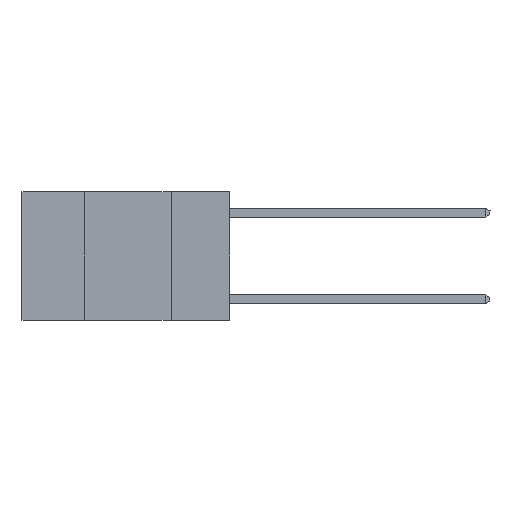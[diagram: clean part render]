
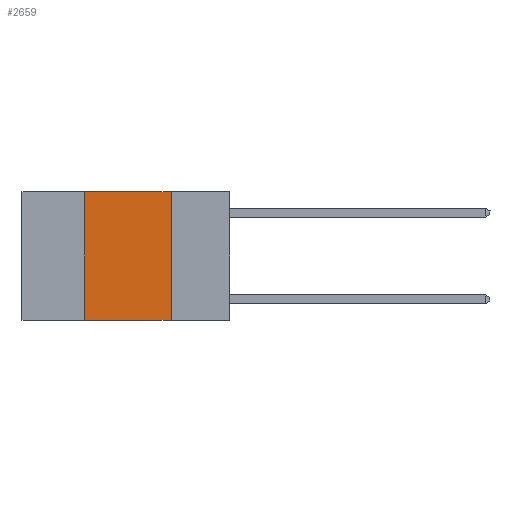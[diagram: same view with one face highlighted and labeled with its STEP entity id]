
A CAD part, left-side view. The second image highlights one B-rep face of the part: STEP entity #2659.
In plain terms, the highlighted planar face has unit normal (-1, 0, 0).
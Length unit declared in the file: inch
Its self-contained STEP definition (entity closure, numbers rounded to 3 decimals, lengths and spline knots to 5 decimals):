
#3 = CARTESIAN_POINT ( 'NONE',  ( 0., 0.42, -0.37 ) ) ;
#157 = AXIS2_PLACEMENT_3D ( 'NONE', #2062, #6960, #10183 ) ;
#607 = EDGE_CURVE ( 'NONE', #5672, #5772, #7266, .T. ) ;
#677 = CARTESIAN_POINT ( 'NONE',  ( 0., 0.6, 0. ) ) ;
#938 = DIRECTION ( 'NONE',  ( 0., 0., 1. ) ) ;
#956 = EDGE_CURVE ( 'NONE', #3746, #5772, #4468, .T. ) ;
#1291 = EDGE_CURVE ( 'NONE', #3746, #10161, #4917, .T. ) ;
#1299 = CARTESIAN_POINT ( 'NONE',  ( 0., 0.6, -0.37 ) ) ;
#2062 = CARTESIAN_POINT ( 'NONE',  ( 0., 0.6, 0. ) ) ;
#2659 = ADVANCED_FACE ( 'NONE', ( #4438 ), #10025, .F. ) ;
#2751 = ORIENTED_EDGE ( 'NONE', *, *, #7889, .F. ) ;
#2982 = LINE ( 'NONE', #677, #4880 ) ;
#3099 = ORIENTED_EDGE ( 'NONE', *, *, #1291, .F. ) ;
#3728 = DIRECTION ( 'NONE',  ( 0., -1., 0. ) ) ;
#3746 = VERTEX_POINT ( 'NONE', #3 ) ;
#4230 = VECTOR ( 'NONE', #938, 39.37008 ) ;
#4250 = ORIENTED_EDGE ( 'NONE', *, *, #956, .T. ) ;
#4438 = FACE_OUTER_BOUND ( 'NONE', #6267, .T. ) ;
#4468 = LINE ( 'NONE', #1299, #7093 ) ;
#4880 = VECTOR ( 'NONE', #7057, 39.37008 ) ;
#4917 = LINE ( 'NONE', #5711, #4230 ) ;
#4963 = CARTESIAN_POINT ( 'NONE',  ( 0., 0.17, 0. ) ) ;
#5612 = ORIENTED_EDGE ( 'NONE', *, *, #607, .F. ) ;
#5672 = VERTEX_POINT ( 'NONE', #8397 ) ;
#5711 = CARTESIAN_POINT ( 'NONE',  ( 0., 0.42, 0. ) ) ;
#5772 = VERTEX_POINT ( 'NONE', #6974 ) ;
#6267 = EDGE_LOOP ( 'NONE', ( #5612, #2751, #3099, #4250 ) ) ;
#6960 = DIRECTION ( 'NONE',  ( 1., 0., 0. ) ) ;
#6974 = CARTESIAN_POINT ( 'NONE',  ( 0., 0.17, -0.37 ) ) ;
#7057 = DIRECTION ( 'NONE',  ( 0., -1., 0. ) ) ;
#7093 = VECTOR ( 'NONE', #3728, 39.37008 ) ;
#7266 = LINE ( 'NONE', #4963, #8207 ) ;
#7497 = CARTESIAN_POINT ( 'NONE',  ( 0., 0.42, 0. ) ) ;
#7889 = EDGE_CURVE ( 'NONE', #10161, #5672, #2982, .T. ) ;
#8003 = DIRECTION ( 'NONE',  ( 0., 0., -1. ) ) ;
#8207 = VECTOR ( 'NONE', #8003, 39.37008 ) ;
#8397 = CARTESIAN_POINT ( 'NONE',  ( 0., 0.17, 0. ) ) ;
#10025 = PLANE ( 'NONE',  #157 ) ;
#10161 = VERTEX_POINT ( 'NONE', #7497 ) ;
#10183 = DIRECTION ( 'NONE',  ( 0., 0., -1. ) ) ;
